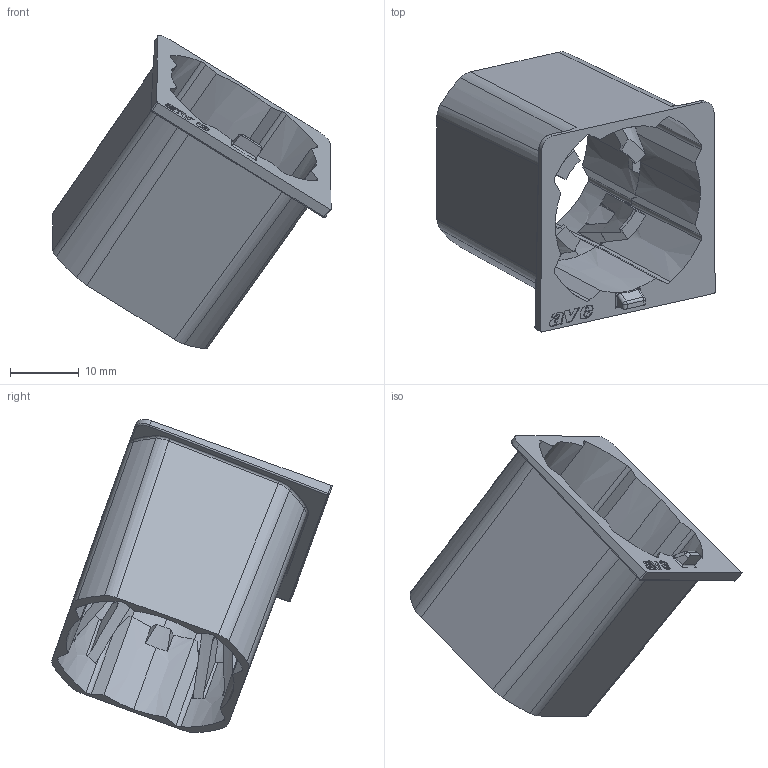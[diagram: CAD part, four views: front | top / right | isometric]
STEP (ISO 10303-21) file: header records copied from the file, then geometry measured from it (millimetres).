
FILE_DESCRIPTION(('CATIA V5 STEP Exchange'),'2;1');
FILE_NAME('25BTCG.stp','2024-03-04T09:53:26+00:00',('none'),('none'),'CATIA Version 5-6 Release 2016 SP6','CATIA V5 STEP AP203','none');
FILE_SCHEMA(('CONFIG_CONTROL_DESIGN'));
Length unit declared in the file: millimetre
Products named in the file (1): STEP
Assembly tree (1 placements, depth 2):
  STEP
    #57
Bounding box: 40.51 x 40.84 x 45.6 mm (x, y, z)
Volume: 4833 mm3; surface area: 7290.1 mm2
Topology: 1 solids, 1 shells, 360 faces, 1001 edges, 634 vertices
Faces by surface type: plane 133, bspline 83, cylinder 50, cone 48, torus 22, extrusion 18, sphere 6
Entity records: 14546 total; most frequent: CARTESIAN_POINT 6938, ORIENTED_EDGE 1990, EDGE_CURVE 995, DIRECTION 860, VERTEX_POINT 634, B_SPLINE_CURVE_WITH_KNOTS 583, AXIS2_PLACEMENT_3D 416, EDGE_LOOP 367
